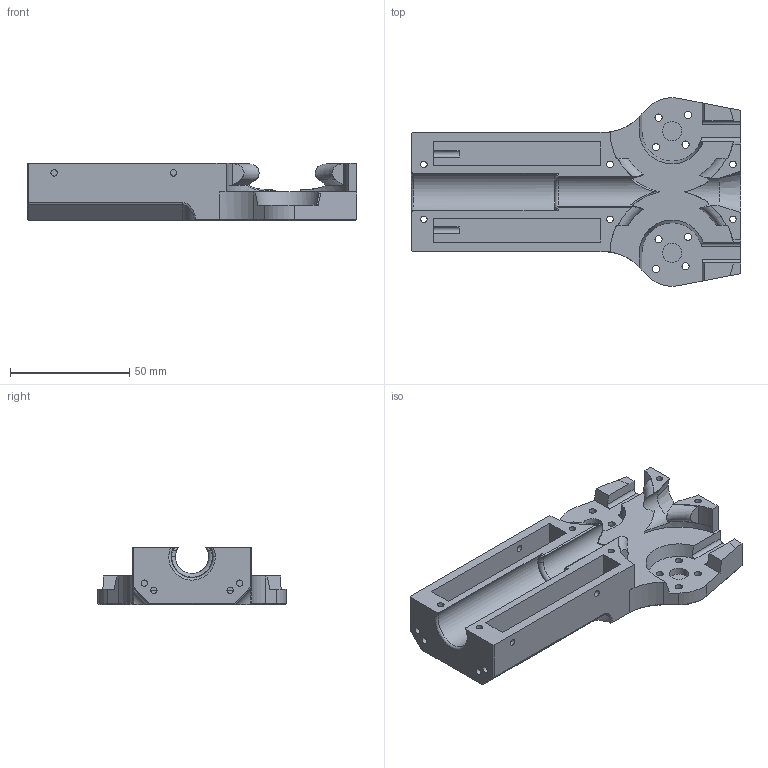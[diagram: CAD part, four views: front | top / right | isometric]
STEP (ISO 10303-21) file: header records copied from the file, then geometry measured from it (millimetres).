
FILE_DESCRIPTION(('FreeCAD Model'),'2;1');
FILE_NAME('Hy-Con-Delta-Main_Turnigy_9.0_Ready.step','2023-06-13T18:59:09',( 'FreeCAD'),('FreeCAD'),'Open CASCADE STEP processor 6.6','FreeCAD', 'Unknown');
FILE_SCHEMA(('AUTOMOTIVE_DESIGN_CC2 { 1 2 10303 214 -1 1 5 4 }'));
Length unit declared in the file: millimetre
Products named in the file (1): Cut007
Bounding box: 138 x 78.99 x 24.02 mm (x, y, z)
Volume: 96939.2 mm3; surface area: 35217.2 mm2
Topology: 1 solids, 1 shells, 171 faces, 468 edges, 303 vertices
Faces by surface type: plane 75, cylinder 61, bspline 17, cone 10, torus 8
Full cylindrical faces by diameter (mm): 2.7 x19, 3.04 x8, 3.8 x1, 8 x2
Entity records: 37142 total; most frequent: CARTESIAN_POINT 28483, DIRECTION 1409, ORIENTED_EDGE 932, PCURVE 932, DEFINITIONAL_REPRESENTATION 932, LINE 746, VECTOR 746, EDGE_CURVE 466
